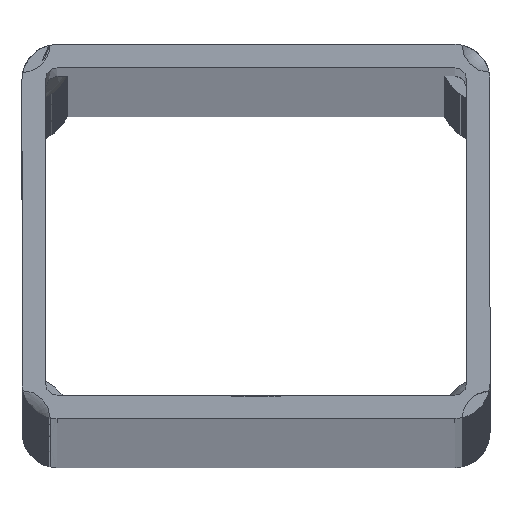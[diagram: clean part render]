
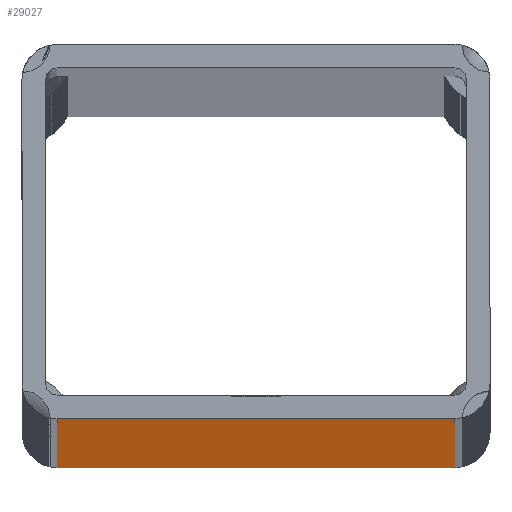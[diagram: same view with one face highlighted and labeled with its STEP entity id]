
A CAD part, top view. The second image highlights one B-rep face of the part: STEP entity #29027.
In plain terms, the highlighted planar face has unit normal (0, -1, 0).
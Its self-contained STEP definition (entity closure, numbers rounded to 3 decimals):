
#13737 = CARTESIAN_POINT ( 'NONE',  ( -21.25, -20., -3000. ) ) ;
#14827 = CARTESIAN_POINT ( 'NONE',  ( -25., -20., -3000. ) ) ;
#16558 = ORIENTED_EDGE ( 'NONE', *, *, #86751, .T. ) ;
#19849 = LINE ( 'NONE', #50754, #39756 ) ;
#22444 = DIRECTION ( 'NONE',  ( 0., 0., -1. ) ) ;
#26368 = VECTOR ( 'NONE', #27814, 1000. ) ;
#27814 = DIRECTION ( 'NONE',  ( 0., 0., 1. ) ) ;
#29027 = ADVANCED_FACE ( 'NONE', ( #81733 ), #73561, .T. ) ;
#29788 = VERTEX_POINT ( 'NONE', #40847 ) ;
#31162 = VECTOR ( 'NONE', #84532, 1000. ) ;
#32561 = CARTESIAN_POINT ( 'NONE',  ( -25., -20., -3000. ) ) ;
#35754 = VECTOR ( 'NONE', #112321, 1000. ) ;
#36538 = EDGE_CURVE ( 'NONE', #62640, #116651, #19849, .T. ) ;
#39756 = VECTOR ( 'NONE', #22444, 1000. ) ;
#40847 = CARTESIAN_POINT ( 'NONE',  ( 21.25, -20., -3000. ) ) ;
#50754 = CARTESIAN_POINT ( 'NONE',  ( -21.25, -20., -3000. ) ) ;
#56130 = CARTESIAN_POINT ( 'NONE',  ( 21.25, -20., 0. ) ) ;
#57093 = ORIENTED_EDGE ( 'NONE', *, *, #36538, .T. ) ;
#57939 = ORIENTED_EDGE ( 'NONE', *, *, #79935, .F. ) ;
#62640 = VERTEX_POINT ( 'NONE', #113539 ) ;
#63337 = LINE ( 'NONE', #32561, #35754 ) ;
#66295 = EDGE_CURVE ( 'NONE', #116651, #29788, #63337, .T. ) ;
#71062 = LINE ( 'NONE', #113271, #31162 ) ;
#71898 = DIRECTION ( 'NONE',  ( 0., 0., -1. ) ) ;
#73561 = PLANE ( 'NONE',  #119836 ) ;
#79935 = EDGE_CURVE ( 'NONE', #62640, #85616, #71062, .T. ) ;
#81733 = FACE_OUTER_BOUND ( 'NONE', #85513, .T. ) ;
#84462 = CARTESIAN_POINT ( 'NONE',  ( 21.25, -20., -3000. ) ) ;
#84532 = DIRECTION ( 'NONE',  ( 1., 0., 0. ) ) ;
#85513 = EDGE_LOOP ( 'NONE', ( #57939, #57093, #123164, #16558 ) ) ;
#85616 = VERTEX_POINT ( 'NONE', #56130 ) ;
#86751 = EDGE_CURVE ( 'NONE', #29788, #85616, #93877, .T. ) ;
#93877 = LINE ( 'NONE', #84462, #26368 ) ;
#103128 = DIRECTION ( 'NONE',  ( 0., -1., 0. ) ) ;
#112321 = DIRECTION ( 'NONE',  ( 1., 0., 0. ) ) ;
#113271 = CARTESIAN_POINT ( 'NONE',  ( -25., -20., 0. ) ) ;
#113539 = CARTESIAN_POINT ( 'NONE',  ( -21.25, -20., 0. ) ) ;
#116651 = VERTEX_POINT ( 'NONE', #13737 ) ;
#119836 = AXIS2_PLACEMENT_3D ( 'NONE', #14827, #103128, #71898 ) ;
#123164 = ORIENTED_EDGE ( 'NONE', *, *, #66295, .T. ) ;
